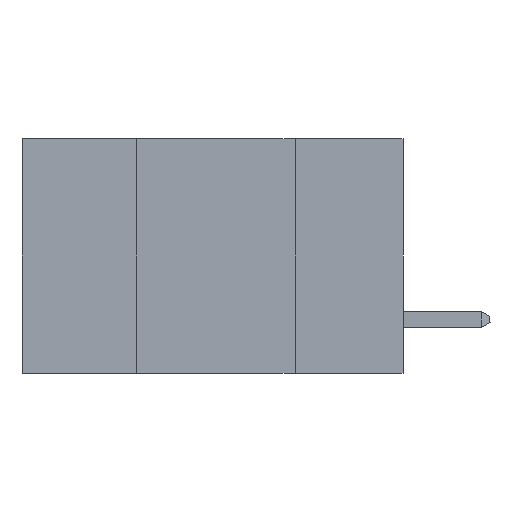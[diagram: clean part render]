
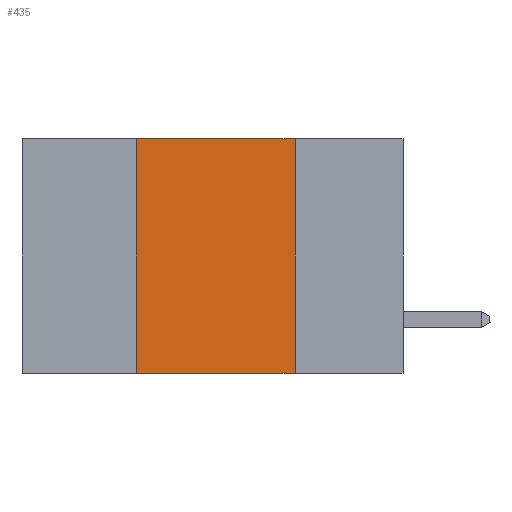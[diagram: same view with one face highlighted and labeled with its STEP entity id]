
A CAD part, left-side view. The second image highlights one B-rep face of the part: STEP entity #435.
In plain terms, the highlighted planar face has unit normal (-1, 0, 0).
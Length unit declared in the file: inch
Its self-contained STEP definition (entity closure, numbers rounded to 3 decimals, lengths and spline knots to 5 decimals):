
#186 = DIRECTION ( 'NONE',  ( 0., -1., 0. ) ) ;
#228 = ORIENTED_EDGE ( 'NONE', *, *, #12211, .T. ) ;
#294 = LINE ( 'NONE', #6402, #10872 ) ;
#435 = ADVANCED_FACE ( 'NONE', ( #11106 ), #6774, .F. ) ;
#662 = AXIS2_PLACEMENT_3D ( 'NONE', #4192, #1607, #11945 ) ;
#1048 = CARTESIAN_POINT ( 'NONE',  ( 0., 0.42, 0. ) ) ;
#1406 = ORIENTED_EDGE ( 'NONE', *, *, #16268, .F. ) ;
#1607 = DIRECTION ( 'NONE',  ( 1., 0., 0. ) ) ;
#1935 = LINE ( 'NONE', #15561, #11497 ) ;
#2054 = VECTOR ( 'NONE', #12753, 39.37008 ) ;
#2072 = ORIENTED_EDGE ( 'NONE', *, *, #3097, .F. ) ;
#2838 = ORIENTED_EDGE ( 'NONE', *, *, #11403, .F. ) ;
#3047 = VERTEX_POINT ( 'NONE', #3305 ) ;
#3097 = EDGE_CURVE ( 'NONE', #7430, #3047, #11609, .T. ) ;
#3305 = CARTESIAN_POINT ( 'NONE',  ( 0., 0.42, 0. ) ) ;
#3484 = VERTEX_POINT ( 'NONE', #16404 ) ;
#3983 = LINE ( 'NONE', #4239, #10068 ) ;
#4192 = CARTESIAN_POINT ( 'NONE',  ( 0., 0.6, 0. ) ) ;
#4239 = CARTESIAN_POINT ( 'NONE',  ( 0., 0.6, -0.37 ) ) ;
#6402 = CARTESIAN_POINT ( 'NONE',  ( 0., 0.6, 0. ) ) ;
#6774 = PLANE ( 'NONE',  #662 ) ;
#7430 = VERTEX_POINT ( 'NONE', #11077 ) ;
#7788 = DIRECTION ( 'NONE',  ( 0., -1., 0. ) ) ;
#10068 = VECTOR ( 'NONE', #186, 39.37008 ) ;
#10381 = DIRECTION ( 'NONE',  ( 0., 0., -1. ) ) ;
#10872 = VECTOR ( 'NONE', #7788, 39.37008 ) ;
#11077 = CARTESIAN_POINT ( 'NONE',  ( 0., 0.42, -0.37 ) ) ;
#11106 = FACE_OUTER_BOUND ( 'NONE', #15962, .T. ) ;
#11403 = EDGE_CURVE ( 'NONE', #3047, #3484, #294, .T. ) ;
#11497 = VECTOR ( 'NONE', #10381, 39.37008 ) ;
#11609 = LINE ( 'NONE', #1048, #2054 ) ;
#11945 = DIRECTION ( 'NONE',  ( 0., 0., -1. ) ) ;
#12211 = EDGE_CURVE ( 'NONE', #7430, #15821, #3983, .T. ) ;
#12753 = DIRECTION ( 'NONE',  ( 0., 0., 1. ) ) ;
#14883 = CARTESIAN_POINT ( 'NONE',  ( 0., 0.17, -0.37 ) ) ;
#15561 = CARTESIAN_POINT ( 'NONE',  ( 0., 0.17, 0. ) ) ;
#15821 = VERTEX_POINT ( 'NONE', #14883 ) ;
#15962 = EDGE_LOOP ( 'NONE', ( #1406, #2838, #2072, #228 ) ) ;
#16268 = EDGE_CURVE ( 'NONE', #3484, #15821, #1935, .T. ) ;
#16404 = CARTESIAN_POINT ( 'NONE',  ( 0., 0.17, 0. ) ) ;
